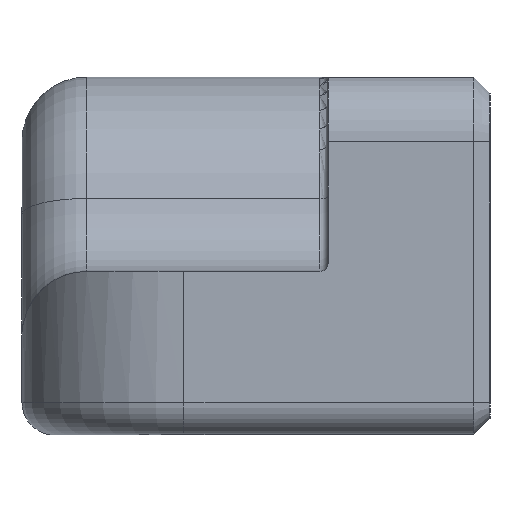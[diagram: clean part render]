
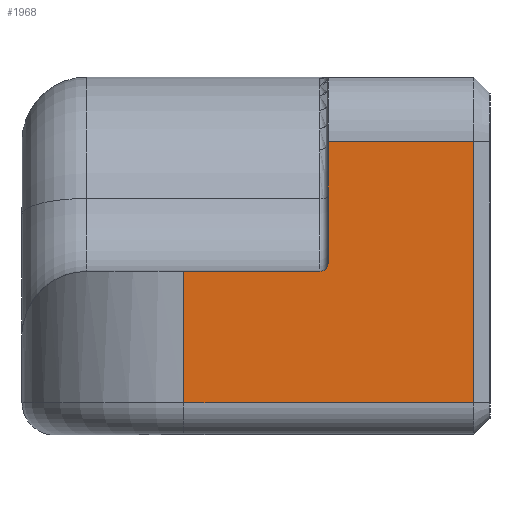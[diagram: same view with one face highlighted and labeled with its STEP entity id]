
A CAD part, left-side view. The second image highlights one B-rep face of the part: STEP entity #1968.
In plain terms, the highlighted planar face has unit normal (-1, 0, 0).
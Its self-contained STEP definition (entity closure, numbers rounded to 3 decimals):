
#16 = DIRECTION ( 'NONE',  ( 0., 0., 1. ) ) ;
#150 = LINE ( 'NONE', #1667, #255 ) ;
#159 = CARTESIAN_POINT ( 'NONE',  ( 0., 0., 1. ) ) ;
#160 = CIRCLE ( 'NONE', #905, 0.25 ) ;
#198 = DIRECTION ( 'NONE',  ( 0., 0., 1. ) ) ;
#218 = EDGE_CURVE ( 'NONE', #1198, #781, #2488, .T. ) ;
#223 = EDGE_CURVE ( 'NONE', #1782, #2645, #160, .T. ) ;
#255 = VECTOR ( 'NONE', #3294, 1000. ) ;
#276 = PLANE ( 'NONE',  #2423 ) ;
#304 = CARTESIAN_POINT ( 'NONE',  ( 0., 0.5, 1. ) ) ;
#315 = ORIENTED_EDGE ( 'NONE', *, *, #223, .T. ) ;
#419 = CARTESIAN_POINT ( 'NONE',  ( 0., 5.25, 5.3 ) ) ;
#455 = ORIENTED_EDGE ( 'NONE', *, *, #2268, .F. ) ;
#497 = CARTESIAN_POINT ( 'NONE',  ( 0., 5., 5.25 ) ) ;
#537 = FACE_OUTER_BOUND ( 'NONE', #3250, .T. ) ;
#557 = CARTESIAN_POINT ( 'NONE',  ( 0., 0.5, 9.05 ) ) ;
#755 = CARTESIAN_POINT ( 'NONE',  ( 0., 0., 5.05 ) ) ;
#781 = VERTEX_POINT ( 'NONE', #304 ) ;
#795 = LINE ( 'NONE', #755, #2267 ) ;
#862 = CARTESIAN_POINT ( 'NONE',  ( 0., 9.45, 1. ) ) ;
#905 = AXIS2_PLACEMENT_3D ( 'NONE', #419, #2786, #2254 ) ;
#1020 = DIRECTION ( 'NONE',  ( 0., 1., 0. ) ) ;
#1026 = EDGE_CURVE ( 'NONE', #1782, #2992, #2585, .T. ) ;
#1156 = VERTEX_POINT ( 'NONE', #557 ) ;
#1198 = VERTEX_POINT ( 'NONE', #862 ) ;
#1238 = VERTEX_POINT ( 'NONE', #1365 ) ;
#1257 = VECTOR ( 'NONE', #16, 1000. ) ;
#1265 = LINE ( 'NONE', #2324, #3155 ) ;
#1365 = CARTESIAN_POINT ( 'NONE',  ( 0., 9.45, 5.05 ) ) ;
#1428 = ORIENTED_EDGE ( 'NONE', *, *, #218, .T. ) ;
#1454 = EDGE_CURVE ( 'NONE', #781, #1156, #3080, .T. ) ;
#1484 = VECTOR ( 'NONE', #198, 1000. ) ;
#1559 = CARTESIAN_POINT ( 'NONE',  ( 0., 0., 5.25 ) ) ;
#1667 = CARTESIAN_POINT ( 'NONE',  ( 0., 9.45, 5.25 ) ) ;
#1687 = ORIENTED_EDGE ( 'NONE', *, *, #1026, .F. ) ;
#1743 = CARTESIAN_POINT ( 'NONE',  ( 0., 5.25, 5.05 ) ) ;
#1751 = ORIENTED_EDGE ( 'NONE', *, *, #1454, .T. ) ;
#1769 = ORIENTED_EDGE ( 'NONE', *, *, #3282, .T. ) ;
#1782 = VERTEX_POINT ( 'NONE', #3341 ) ;
#1968 = ADVANCED_FACE ( 'NONE', ( #537 ), #276, .T. ) ;
#2254 = DIRECTION ( 'NONE',  ( 0., 0., 1. ) ) ;
#2267 = VECTOR ( 'NONE', #2332, 1000. ) ;
#2268 = EDGE_CURVE ( 'NONE', #1238, #2645, #795, .T. ) ;
#2324 = CARTESIAN_POINT ( 'NONE',  ( 0., 0., 9.05 ) ) ;
#2332 = DIRECTION ( 'NONE',  ( 0., -1., 0. ) ) ;
#2360 = DIRECTION ( 'NONE',  ( 0., 0., 1. ) ) ;
#2379 = VECTOR ( 'NONE', #2561, 1000. ) ;
#2397 = DIRECTION ( 'NONE',  ( -1., 0., 0. ) ) ;
#2423 = AXIS2_PLACEMENT_3D ( 'NONE', #1559, #2397, #2360 ) ;
#2488 = LINE ( 'NONE', #159, #2379 ) ;
#2561 = DIRECTION ( 'NONE',  ( 0., -1., 0. ) ) ;
#2566 = CARTESIAN_POINT ( 'NONE',  ( 0., 0.5, 9.05 ) ) ;
#2585 = LINE ( 'NONE', #497, #1257 ) ;
#2645 = VERTEX_POINT ( 'NONE', #1743 ) ;
#2738 = EDGE_CURVE ( 'NONE', #1238, #1198, #150, .T. ) ;
#2786 = DIRECTION ( 'NONE',  ( 1., 0., 0. ) ) ;
#2992 = VERTEX_POINT ( 'NONE', #3149 ) ;
#2995 = ORIENTED_EDGE ( 'NONE', *, *, #2738, .T. ) ;
#3080 = LINE ( 'NONE', #2566, #1484 ) ;
#3149 = CARTESIAN_POINT ( 'NONE',  ( 0., 5., 9.05 ) ) ;
#3155 = VECTOR ( 'NONE', #1020, 1000. ) ;
#3250 = EDGE_LOOP ( 'NONE', ( #1428, #1751, #1769, #1687, #315, #455, #2995 ) ) ;
#3282 = EDGE_CURVE ( 'NONE', #1156, #2992, #1265, .T. ) ;
#3294 = DIRECTION ( 'NONE',  ( 0., 0., -1. ) ) ;
#3341 = CARTESIAN_POINT ( 'NONE',  ( 0., 5., 5.3 ) ) ;
